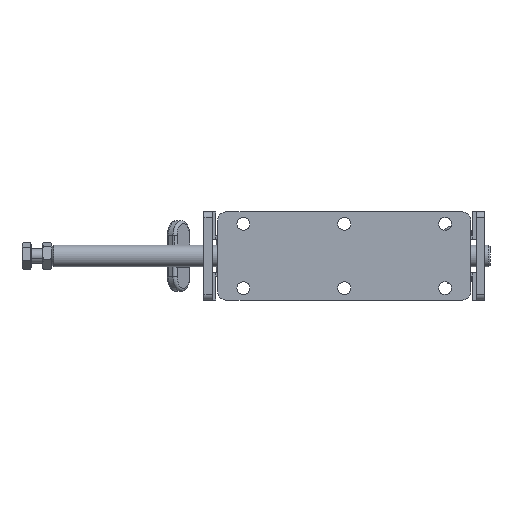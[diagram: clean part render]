
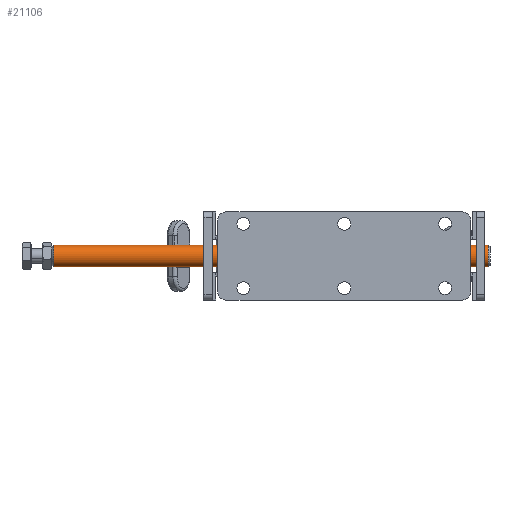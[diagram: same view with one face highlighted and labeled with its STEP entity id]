
A CAD part, front view. The second image highlights one B-rep face of the part: STEP entity #21106.
In plain terms, the highlighted cylindrical face has radius 5.95 mm (diameter 11.9 mm), a partial arc.
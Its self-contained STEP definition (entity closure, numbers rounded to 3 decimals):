
#830 = CARTESIAN_POINT ( 'NONE',  ( 76.714, 14., -0.035 ) ) ;
#869 = EDGE_CURVE ( 'NONE', #2543, #13464, #7195, .T. ) ;
#2493 = FACE_OUTER_BOUND ( 'NONE', #20620, .T. ) ;
#2543 = VERTEX_POINT ( 'NONE', #12045 ) ;
#3013 = CARTESIAN_POINT ( 'NONE',  ( 75.714, 14., -5.985 ) ) ;
#3622 = CARTESIAN_POINT ( 'NONE',  ( -161.286, 14., -0.035 ) ) ;
#4063 = ORIENTED_EDGE ( 'NONE', *, *, #14416, .F. ) ;
#4298 = VERTEX_POINT ( 'NONE', #3013 ) ;
#5757 = AXIS2_PLACEMENT_3D ( 'NONE', #830, #18748, #7367 ) ;
#6579 = DIRECTION ( 'NONE',  ( 0., 0., 1. ) ) ;
#7195 = CIRCLE ( 'NONE', #15191, 5.95 ) ;
#7367 = DIRECTION ( 'NONE',  ( 0., 0., 1. ) ) ;
#8658 = EDGE_CURVE ( 'NONE', #4298, #15804, #10732, .T. ) ;
#9081 = ORIENTED_EDGE ( 'NONE', *, *, #869, .T. ) ;
#9164 = LINE ( 'NONE', #9306, #13484 ) ;
#9306 = CARTESIAN_POINT ( 'NONE',  ( 76.714, 14., -5.985 ) ) ;
#9317 = CARTESIAN_POINT ( 'NONE',  ( 75.714, 14., -0.035 ) ) ;
#10141 = DIRECTION ( 'NONE',  ( 1., 0., 0. ) ) ;
#10420 = AXIS2_PLACEMENT_3D ( 'NONE', #9317, #20704, #10933 ) ;
#10732 = CIRCLE ( 'NONE', #10420, 5.95 ) ;
#10933 = DIRECTION ( 'NONE',  ( 0., 0., 1. ) ) ;
#11384 = CARTESIAN_POINT ( 'NONE',  ( 76.714, 14., 5.915 ) ) ;
#12000 = LINE ( 'NONE', #11384, #16339 ) ;
#12045 = CARTESIAN_POINT ( 'NONE',  ( -161.286, 14., 5.915 ) ) ;
#12105 = ORIENTED_EDGE ( 'NONE', *, *, #8658, .T. ) ;
#12371 = ORIENTED_EDGE ( 'NONE', *, *, #13792, .T. ) ;
#13464 = VERTEX_POINT ( 'NONE', #15389 ) ;
#13484 = VECTOR ( 'NONE', #19053, 1000. ) ;
#13491 = CYLINDRICAL_SURFACE ( 'NONE', #5757, 5.95 ) ;
#13792 = EDGE_CURVE ( 'NONE', #15804, #2543, #12000, .T. ) ;
#14416 = EDGE_CURVE ( 'NONE', #4298, #13464, #9164, .T. ) ;
#15191 = AXIS2_PLACEMENT_3D ( 'NONE', #3622, #10141, #6579 ) ;
#15389 = CARTESIAN_POINT ( 'NONE',  ( -161.286, 14., -5.985 ) ) ;
#15804 = VERTEX_POINT ( 'NONE', #16928 ) ;
#16339 = VECTOR ( 'NONE', #21164, 1000. ) ;
#16928 = CARTESIAN_POINT ( 'NONE',  ( 75.714, 14., 5.915 ) ) ;
#18748 = DIRECTION ( 'NONE',  ( -1., 0., 0. ) ) ;
#19053 = DIRECTION ( 'NONE',  ( -1., 0., 0. ) ) ;
#20620 = EDGE_LOOP ( 'NONE', ( #4063, #12105, #12371, #9081 ) ) ;
#20704 = DIRECTION ( 'NONE',  ( -1., 0., 0. ) ) ;
#21106 = ADVANCED_FACE ( 'NONE', ( #2493 ), #13491, .T. ) ;
#21164 = DIRECTION ( 'NONE',  ( -1., 0., 0. ) ) ;
